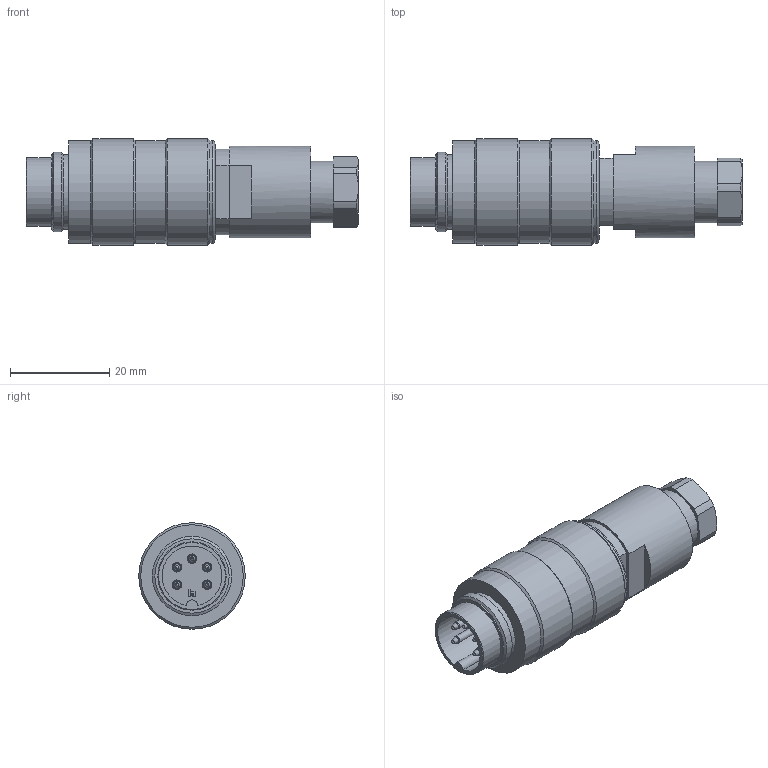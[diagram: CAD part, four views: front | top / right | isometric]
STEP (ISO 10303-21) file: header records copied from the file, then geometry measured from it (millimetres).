
FILE_DESCRIPTION(/* description */ (''),/* implementation_level */ '2;1');
FILE_NAME(/* name */ '09_0113_25_05_001_00.stp',/* time_stamp */ '2015-03-05T07:57:51+01:00',/* author */ (''),/* organization */ (''),/* preprocessor_version */ 'ST-DEVELOPER v14',/* originating_system */ 'SIEMENS PLM Software NX 8.0',/* authorisation */ '');
FILE_SCHEMA (('AUTOMOTIVE_DESIGN { 1 0 10303 214 3 1 1 1 }'));
Length unit declared in the file: millimetre
Products named in the file (1): cerl0748ACF3q8hu
Bounding box: 67 x 21.5 x 21.5 mm (x, y, z)
Volume: 17116.9 mm3; surface area: 5229 mm2
Topology: 1 solids, 1 shells, 104 faces, 238 edges, 151 vertices
Faces by surface type: plane 43, cylinder 27, cone 23, bspline 10, torus 1
Full cylindrical faces by diameter (mm): 1.49 x5, 12.5 x1, 13.8 x1, 15 x2, 16 x1, 18.5 x1, 19 x1, 20.7 x3, 21.5 x2
Entity records: 2868 total; most frequent: CARTESIAN_POINT 731, DIRECTION 448, ORIENTED_EDGE 362, AXIS2_PLACEMENT_3D 184, EDGE_CURVE 181, EDGE_LOOP 164, VERTEX_POINT 139, FACE_BOUND 114
